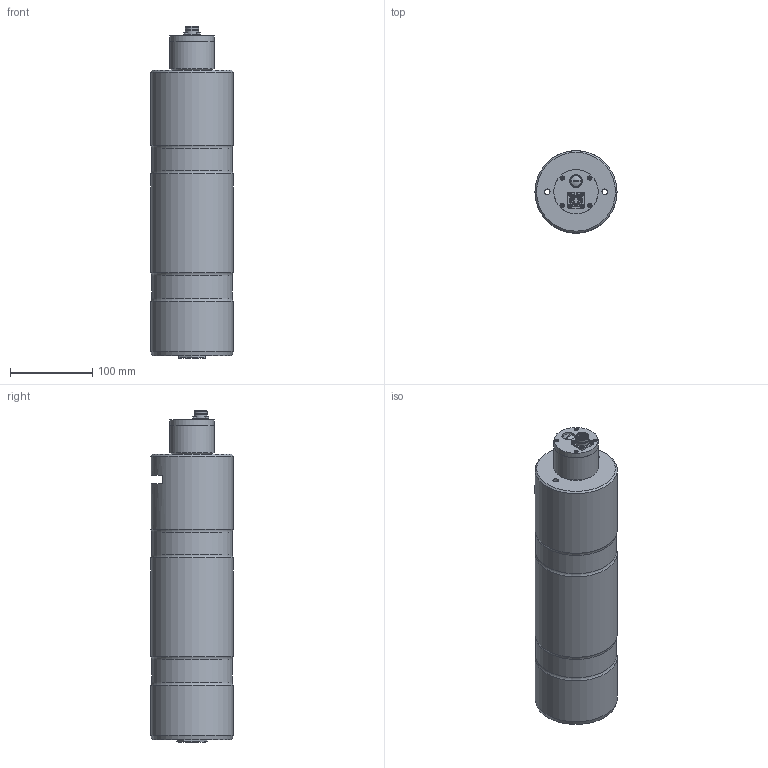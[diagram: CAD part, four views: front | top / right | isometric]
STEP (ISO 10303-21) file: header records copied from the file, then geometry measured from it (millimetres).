
FILE_DESCRIPTION (( 'STEP AP203' ), '1' );
FILE_NAME ('422-620-000-001.STEP', '2016-06-29T12:03:41', ( 'magtroladmin' ), ( 'Hewlett-Packard Company' ), 'SwSTEP 2.0', 'SolidWorks 2016', '' );
FILE_SCHEMA (( 'CONFIG_CONTROL_DESIGN' ));
Length unit declared in the file: millimetre
Products named in the file (1): 422-620-000-001
Bounding box: 100 x 100 x 404 mm (x, y, z)
Surface area: 139274.9 mm2 (no closed solid volume)
Topology: 0 solids, 30 shells, 164 faces, 434 edges, 286 vertices
Faces by surface type: plane 85, cylinder 39, torus 21, cone 18, sphere 1
Full cylindrical faces by diameter (mm): 0.8 x4, 1.6 x4, 2.1 x1, 4.5 x4, 5 x4, 6.8 x4, 12 x1, 15 x2, 16 x3, 54 x2, 98 x2, 100 x3
Entity records: 4664 total; most frequent: CARTESIAN_POINT 844, DIRECTION 819, ORIENTED_EDGE 545, EDGE_CURVE 349, AXIS2_PLACEMENT_3D 313, VERTEX_POINT 274, EDGE_LOOP 270, FACE_OUTER_BOUND 220
